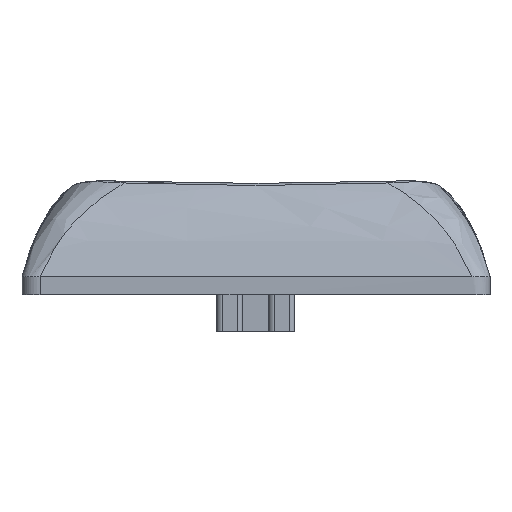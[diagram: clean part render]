
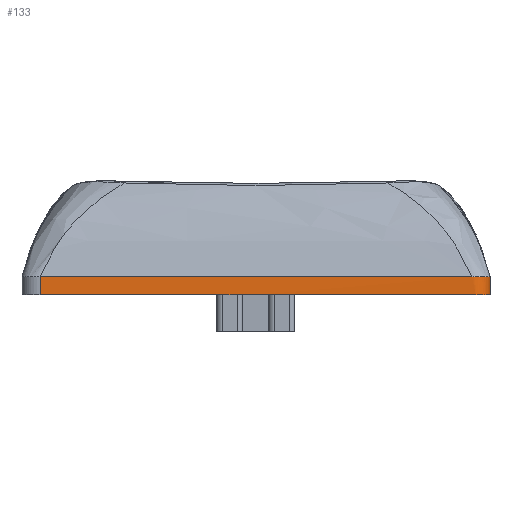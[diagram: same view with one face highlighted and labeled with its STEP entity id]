
A CAD part, left-side view. The second image highlights one B-rep face of the part: STEP entity #133.
In plain terms, the highlighted free-form (B-spline) face has degree [1, 2] with [2, 9] control points.
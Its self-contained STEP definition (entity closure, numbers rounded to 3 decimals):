
#133=ADVANCED_FACE('',(#323),#2910,.T.);
#323=FACE_OUTER_BOUND('',#517,.T.);
#517=EDGE_LOOP('',(#1192,#1193,#1194,#1195,#1196,#1197,#1198));
#1192=ORIENTED_EDGE('',*,*,#2084,.T.);
#1193=ORIENTED_EDGE('',*,*,#1987,.T.);
#1194=ORIENTED_EDGE('',*,*,#1988,.T.);
#1195=ORIENTED_EDGE('',*,*,#1989,.T.);
#1196=ORIENTED_EDGE('',*,*,#1990,.T.);
#1197=ORIENTED_EDGE('',*,*,#1956,.F.);
#1198=ORIENTED_EDGE('',*,*,#2085,.F.);
#1956=EDGE_CURVE('',#2804,#2805,#2231,.T.);
#1987=EDGE_CURVE('',#2826,#2827,#2262,.T.);
#1988=EDGE_CURVE('',#2827,#2828,#2263,.T.);
#1989=EDGE_CURVE('',#2828,#2829,#2264,.T.);
#1990=EDGE_CURVE('',#2829,#2805,#2265,.T.);
#2084=EDGE_CURVE('',#2898,#2826,#2289,.T.);
#2085=EDGE_CURVE('',#2898,#2804,#2290,.T.);
#2231=(
BOUNDED_CURVE()
B_SPLINE_CURVE(1,(#8034,#8035),.UNSPECIFIED.,.F.,.F.)
B_SPLINE_CURVE_WITH_KNOTS((2,2),(0.,0.7),.UNSPECIFIED.)
CURVE()
GEOMETRIC_REPRESENTATION_ITEM()
RATIONAL_B_SPLINE_CURVE((1.,1.))
REPRESENTATION_ITEM('')
);
#2262=(
BOUNDED_CURVE()
B_SPLINE_CURVE(2,(#8317,#8318,#8319),.UNSPECIFIED.,.F.,.F.)
B_SPLINE_CURVE_WITH_KNOTS((3,3),(54.399,55.499),
 .UNSPECIFIED.)
CURVE()
GEOMETRIC_REPRESENTATION_ITEM()
RATIONAL_B_SPLINE_CURVE((1.,0.707,1.))
REPRESENTATION_ITEM('')
);
#2263=(
BOUNDED_CURVE()
B_SPLINE_CURVE(2,(#8320,#8321,#8322),.UNSPECIFIED.,.F.,.F.)
B_SPLINE_CURVE_WITH_KNOTS((3,3),(55.499,91.099),
 .UNSPECIFIED.)
CURVE()
GEOMETRIC_REPRESENTATION_ITEM()
RATIONAL_B_SPLINE_CURVE((1.,1.,1.))
REPRESENTATION_ITEM('')
);
#2264=(
BOUNDED_CURVE()
B_SPLINE_CURVE(2,(#8323,#8324,#8325),.UNSPECIFIED.,.F.,.F.)
B_SPLINE_CURVE_WITH_KNOTS((3,3),(91.099,92.198),
 .UNSPECIFIED.)
CURVE()
GEOMETRIC_REPRESENTATION_ITEM()
RATIONAL_B_SPLINE_CURVE((1.,0.707,1.))
REPRESENTATION_ITEM('')
);
#2265=(
BOUNDED_CURVE()
B_SPLINE_CURVE(2,(#8326,#8327,#8328),.UNSPECIFIED.,.F.,.F.)
B_SPLINE_CURVE_WITH_KNOTS((3,3),(92.198,108.798),
 .UNSPECIFIED.)
CURVE()
GEOMETRIC_REPRESENTATION_ITEM()
RATIONAL_B_SPLINE_CURVE((1.,1.,1.))
REPRESENTATION_ITEM('')
);
#2289=(
BOUNDED_CURVE()
B_SPLINE_CURVE(1,(#9254,#9255),.UNSPECIFIED.,.F.,.F.)
B_SPLINE_CURVE_WITH_KNOTS((2,2),(0.,0.7),.UNSPECIFIED.)
CURVE()
GEOMETRIC_REPRESENTATION_ITEM()
RATIONAL_B_SPLINE_CURVE((1.,1.))
REPRESENTATION_ITEM('')
);
#2290=(
BOUNDED_CURVE()
B_SPLINE_CURVE(2,(#9256,#9257,#9258,#9259,#9260,#9261,#9262,#9263,#9264),
 .UNSPECIFIED.,.F.,.F.)
B_SPLINE_CURVE_WITH_KNOTS((3,2,2,2,3),(54.399,55.499,
91.099,92.198,108.798),.UNSPECIFIED.)
CURVE()
GEOMETRIC_REPRESENTATION_ITEM()
RATIONAL_B_SPLINE_CURVE((1.,0.707,1.,1.,1.,0.707,
1.,1.,1.))
REPRESENTATION_ITEM('')
);
#2804=VERTEX_POINT('',#7126);
#2805=VERTEX_POINT('',#7127);
#2826=VERTEX_POINT('',#7148);
#2827=VERTEX_POINT('',#7149);
#2828=VERTEX_POINT('',#7150);
#2829=VERTEX_POINT('',#7151);
#2898=VERTEX_POINT('',#7220);
#2910=(
BOUNDED_SURFACE()
B_SPLINE_SURFACE(1,2,((#3615,#3616,#3617,#3618,#3619,#3620,#3621,#3622,
#3623),(#3624,#3625,#3626,#3627,#3628,#3629,#3630,#3631,#3632)),
 .UNSPECIFIED.,.F.,.F.,.F.)
B_SPLINE_SURFACE_WITH_KNOTS((2,2),(3,2,2,2,3),(0.,0.7),(54.399,
55.499,91.099,92.198,108.798),
 .UNSPECIFIED.)
GEOMETRIC_REPRESENTATION_ITEM()
RATIONAL_B_SPLINE_SURFACE(((1.,0.707,1.,1.,1.,0.707,
1.,1.,1.),(1.,0.707,1.,1.,1.,0.707,1.,1.,1.)))
REPRESENTATION_ITEM('')
SURFACE()
);
#3615=CARTESIAN_POINT('',(329.5,87.7,-0.4));
#3616=CARTESIAN_POINT('',(329.5,87.,-0.4));
#3617=CARTESIAN_POINT('',(328.8,87.,-0.4));
#3618=CARTESIAN_POINT('',(311.,87.,-0.4));
#3619=CARTESIAN_POINT('',(293.2,87.,-0.4));
#3620=CARTESIAN_POINT('',(292.5,87.,-0.4));
#3621=CARTESIAN_POINT('',(292.5,87.7,-0.4));
#3622=CARTESIAN_POINT('',(292.5,96.,-0.4));
#3623=CARTESIAN_POINT('',(292.5,104.3,-0.4));
#3624=CARTESIAN_POINT('',(329.5,87.7,0.3));
#3625=CARTESIAN_POINT('',(329.5,87.,0.3));
#3626=CARTESIAN_POINT('',(328.8,87.,0.3));
#3627=CARTESIAN_POINT('',(311.,87.,0.3));
#3628=CARTESIAN_POINT('',(293.2,87.,0.3));
#3629=CARTESIAN_POINT('',(292.5,87.,0.3));
#3630=CARTESIAN_POINT('',(292.5,87.7,0.3));
#3631=CARTESIAN_POINT('',(292.5,96.,0.3));
#3632=CARTESIAN_POINT('',(292.5,104.3,0.3));
#7126=CARTESIAN_POINT('',(292.5,104.3,-0.4));
#7127=CARTESIAN_POINT('',(292.5,104.3,0.3));
#7148=CARTESIAN_POINT('',(329.5,87.7,0.3));
#7149=CARTESIAN_POINT('',(328.8,87.,0.3));
#7150=CARTESIAN_POINT('',(293.2,87.,0.3));
#7151=CARTESIAN_POINT('',(292.5,87.7,0.3));
#7220=CARTESIAN_POINT('',(329.5,87.7,-0.4));
#8034=CARTESIAN_POINT('',(292.5,104.3,-0.4));
#8035=CARTESIAN_POINT('',(292.5,104.3,0.3));
#8317=CARTESIAN_POINT('',(329.5,87.7,0.3));
#8318=CARTESIAN_POINT('',(329.5,87.,0.3));
#8319=CARTESIAN_POINT('',(328.8,87.,0.3));
#8320=CARTESIAN_POINT('',(328.8,87.,0.3));
#8321=CARTESIAN_POINT('',(311.,87.,0.3));
#8322=CARTESIAN_POINT('',(293.2,87.,0.3));
#8323=CARTESIAN_POINT('',(293.2,87.,0.3));
#8324=CARTESIAN_POINT('',(292.5,87.,0.3));
#8325=CARTESIAN_POINT('',(292.5,87.7,0.3));
#8326=CARTESIAN_POINT('',(292.5,87.7,0.3));
#8327=CARTESIAN_POINT('',(292.5,96.,0.3));
#8328=CARTESIAN_POINT('',(292.5,104.3,0.3));
#9254=CARTESIAN_POINT('',(329.5,87.7,-0.4));
#9255=CARTESIAN_POINT('',(329.5,87.7,0.3));
#9256=CARTESIAN_POINT('',(329.5,87.7,-0.4));
#9257=CARTESIAN_POINT('',(329.5,87.,-0.4));
#9258=CARTESIAN_POINT('',(328.8,87.,-0.4));
#9259=CARTESIAN_POINT('',(311.,87.,-0.4));
#9260=CARTESIAN_POINT('',(293.2,87.,-0.4));
#9261=CARTESIAN_POINT('',(292.5,87.,-0.4));
#9262=CARTESIAN_POINT('',(292.5,87.7,-0.4));
#9263=CARTESIAN_POINT('',(292.5,96.,-0.4));
#9264=CARTESIAN_POINT('',(292.5,104.3,-0.4));
